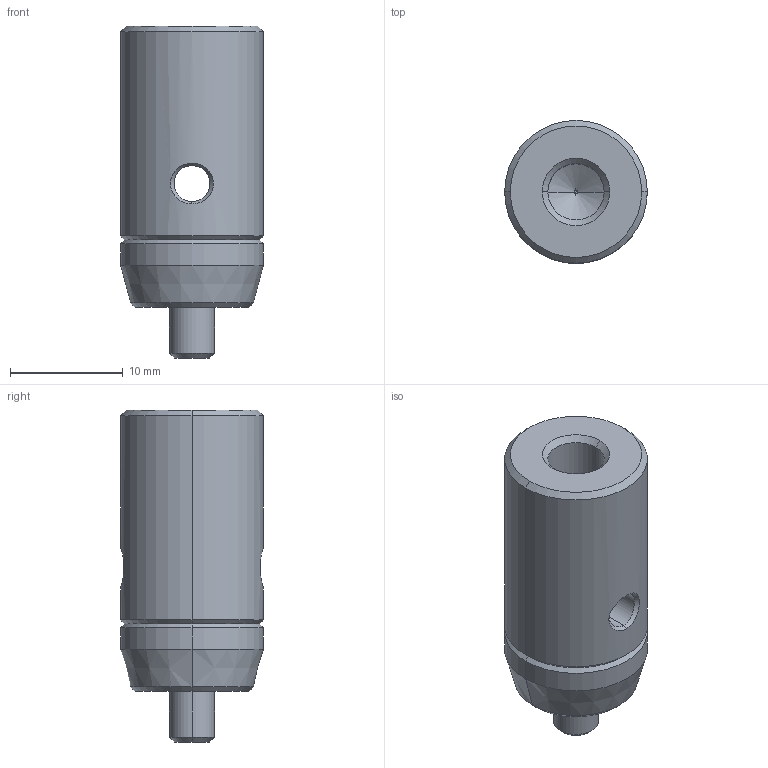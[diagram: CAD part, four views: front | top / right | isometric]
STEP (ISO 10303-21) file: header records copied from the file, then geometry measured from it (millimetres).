
FILE_DESCRIPTION (( 'STEP AP203' ), '1' );
FILE_NAME ('SRB12.7-25T4.STEP', '2025-07-02T02:39:37', ( '' ), ( '' ), 'SwSTEP 2.0', 'SolidWorks 2020', '' );
FILE_SCHEMA (( 'CONFIG_CONTROL_DESIGN' ));
Length unit declared in the file: millimetre
Products named in the file (3): Y-JAA51-M4-L12.stp; SRB12.7-25T4-1; SRB12.7-25T4
Assembly tree (2 placements, depth 2):
  SRB12.7-25T4
    SRB12.7-25T4-1
    Y-JAA51-M4-L12.stp
Bounding box: 12.68 x 12.68 x 29.5 mm (x, y, z)
Volume: 2817.7 mm3; surface area: 1729.1 mm2
Topology: 2 solids, 2 shells, 56 faces, 123 edges, 68 vertices
Faces by surface type: cone 24, plane 16, cylinder 12, bspline 4
Entity records: 4026 total; most frequent: CARTESIAN_POINT 2532, DIRECTION 259, ORIENTED_EDGE 238, EDGE_CURVE 119, AXIS2_PLACEMENT_3D 99, VERTEX_POINT 68, LINE 61, VECTOR 61
